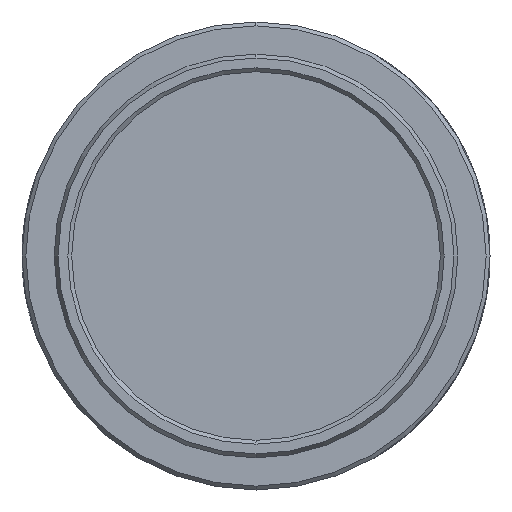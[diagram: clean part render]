
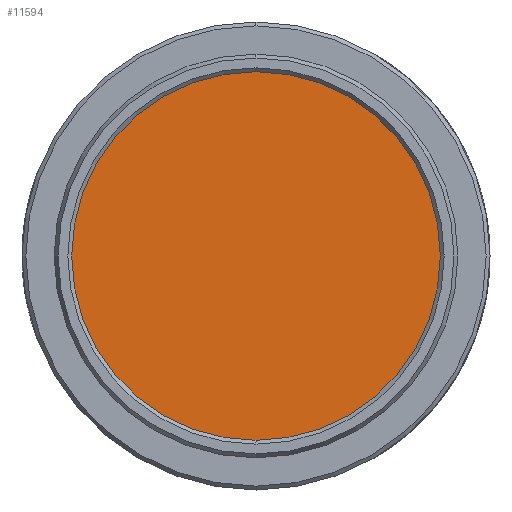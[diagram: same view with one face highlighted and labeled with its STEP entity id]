
A CAD part, left-side view. The second image highlights one B-rep face of the part: STEP entity #11594.
In plain terms, the highlighted planar face has unit normal (-1, 0, 0).
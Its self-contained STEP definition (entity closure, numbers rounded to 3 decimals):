
#322 = DIRECTION ( 'NONE',  ( 0., 0.797, -0.604 ) ) ;
#475 = AXIS2_PLACEMENT_3D ( 'NONE', #9627, #6270, #7392 ) ;
#924 = CARTESIAN_POINT ( 'NONE',  ( -2.667, -10.126, 7.665 ) ) ;
#1501 = CARTESIAN_POINT ( 'NONE',  ( -2.667, 0., 0. ) ) ;
#1544 = CARTESIAN_POINT ( 'NONE',  ( -2.667, 10.126, -7.665 ) ) ;
#1554 = ORIENTED_EDGE ( 'NONE', *, *, #3829, .F. ) ;
#1951 = DIRECTION ( 'NONE',  ( 1., 0., 0. ) ) ;
#2528 = PLANE ( 'NONE',  #4972 ) ;
#3829 = EDGE_CURVE ( 'NONE', #8961, #4711, #12778, .T. ) ;
#4379 = DIRECTION ( 'NONE',  ( 0., 0.797, -0.604 ) ) ;
#4475 = CARTESIAN_POINT ( 'NONE',  ( -2.667, 0., 0. ) ) ;
#4711 = VERTEX_POINT ( 'NONE', #924 ) ;
#4957 = EDGE_CURVE ( 'NONE', #4711, #8961, #7946, .T. ) ;
#4972 = AXIS2_PLACEMENT_3D ( 'NONE', #1501, #5112, #322 ) ;
#5076 = FACE_OUTER_BOUND ( 'NONE', #13963, .T. ) ;
#5112 = DIRECTION ( 'NONE',  ( 1., 0., 0. ) ) ;
#6270 = DIRECTION ( 'NONE',  ( 1., 0., 0. ) ) ;
#7392 = DIRECTION ( 'NONE',  ( 0., 0.797, -0.604 ) ) ;
#7946 = CIRCLE ( 'NONE', #475, 12.7 ) ;
#8129 = ORIENTED_EDGE ( 'NONE', *, *, #4957, .F. ) ;
#8961 = VERTEX_POINT ( 'NONE', #1544 ) ;
#9627 = CARTESIAN_POINT ( 'NONE',  ( -2.667, 0., 0. ) ) ;
#10681 = AXIS2_PLACEMENT_3D ( 'NONE', #4475, #1951, #4379 ) ;
#11594 = ADVANCED_FACE ( 'NONE', ( #5076 ), #2528, .F. ) ;
#12778 = CIRCLE ( 'NONE', #10681, 12.7 ) ;
#13963 = EDGE_LOOP ( 'NONE', ( #1554, #8129 ) ) ;
